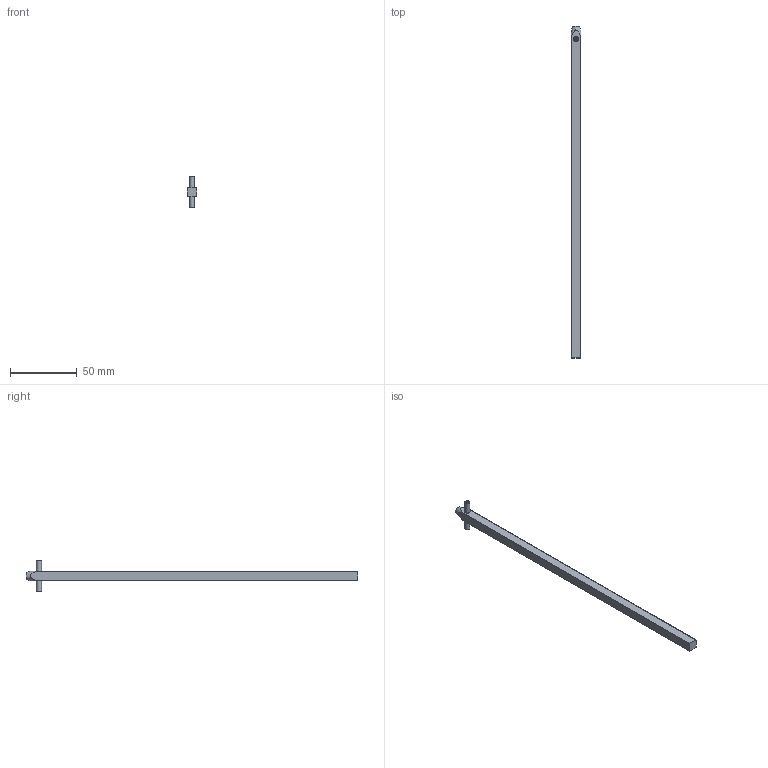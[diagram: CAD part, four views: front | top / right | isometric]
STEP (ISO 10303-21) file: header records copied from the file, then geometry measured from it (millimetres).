
FILE_DESCRIPTION(/* description */ (''),/* implementation_level */ '2;1');
FILE_NAME(/* name */ 'GEX7250N.stp',/* time_stamp */ '2018-08-02T10:16:44+02:00',/* author */ (''),/* organization */ (''),/* preprocessor_version */ 'ST-DEVELOPER v16',/* originating_system */ 'SIEMENS PLM Software NX 10.0',/* authorisation */ '');
FILE_SCHEMA (('CONFIG_CONTROL_DESIGN'));
Length unit declared in the file: millimetre
Products named in the file (1): GEX7250N
Bounding box: 7 x 249 x 24 mm (x, y, z)
Volume: 190.9 mm3; surface area: 8243.4 mm2
Topology: 1 solids, 12 shells, 17 faces, 69 edges, 63 vertices
Faces by surface type: plane 9, cylinder 5, bspline 1, extrusion 1, cone 1
Full cylindrical faces by diameter (mm): 4 x1
Entity records: 1301 total; most frequent: CARTESIAN_POINT 693, DIRECTION 90, ORIENTED_EDGE 77, EDGE_CURVE 65, VERTEX_POINT 61, VECTOR 32, LINE 31, AXIS2_PLACEMENT_3D 29
